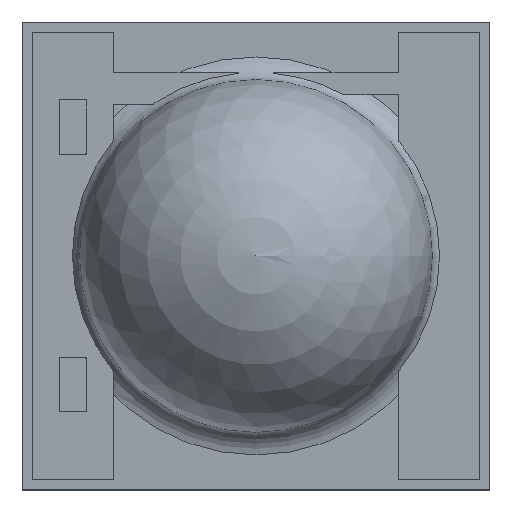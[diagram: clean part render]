
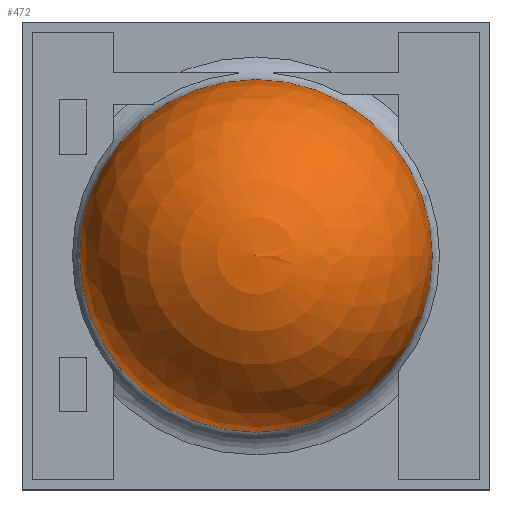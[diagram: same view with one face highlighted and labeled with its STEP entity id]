
A CAD part, top view. The second image highlights one B-rep face of the part: STEP entity #472.
In plain terms, the highlighted spherical face has radius 1.3 mm.
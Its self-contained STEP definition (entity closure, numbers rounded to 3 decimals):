
#472 = ADVANCED_FACE( '', ( #874, #875 ), #876, .T. );
#874 = FACE_BOUND( '', #1253, .T. );
#875 = FACE_OUTER_BOUND( '', #1254, .T. );
#876 = SPHERICAL_SURFACE( '', #1255, 1.3 );
#1253 = VERTEX_LOOP( '', #2113 );
#1254 = EDGE_LOOP( '', ( #2114 ) );
#1255 = AXIS2_PLACEMENT_3D( '', #2115, #2116, #2117 );
#2113 = VERTEX_POINT( '', #2640 );
#2114 = ORIENTED_EDGE( '', *, *, #2489, .T. );
#2115 = CARTESIAN_POINT( '', ( 0., 0., 0.64 ) );
#2116 = DIRECTION( '', ( 0., 0., 1. ) );
#2117 = DIRECTION( '', ( 1., 0., 0. ) );
#2489 = EDGE_CURVE( '', #2985, #2985, #2986, .T. );
#2640 = CARTESIAN_POINT( '', ( 0., 0., 1.94 ) );
#2985 = VERTEX_POINT( '', #3701 );
#2986 = CIRCLE( '', #3702, 1.3 );
#3701 = CARTESIAN_POINT( '', ( 1.3, 0., 0.657 ) );
#3702 = AXIS2_PLACEMENT_3D( '', #4198, #4199, #4200 );
#4198 = CARTESIAN_POINT( '', ( 0., 0., 0.657 ) );
#4199 = DIRECTION( '', ( 0., 0., 1. ) );
#4200 = DIRECTION( '', ( 1., 0., 0. ) );
